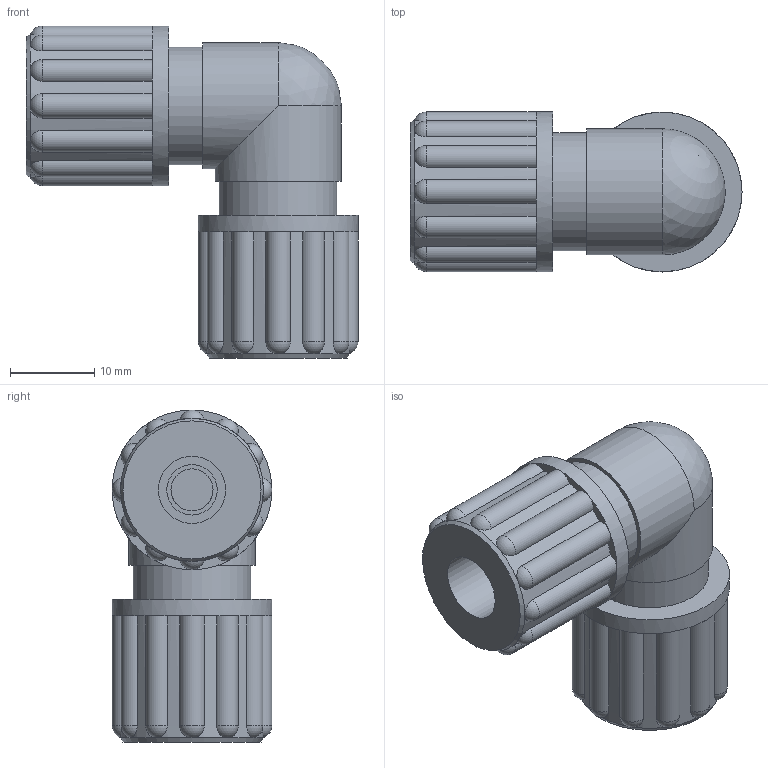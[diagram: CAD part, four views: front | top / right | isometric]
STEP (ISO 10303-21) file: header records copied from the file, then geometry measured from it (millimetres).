
FILE_DESCRIPTION(/* description */ (''),/* implementation_level */ '2;1');
FILE_NAME(/* name */ '1A200T43xx.stp',/* time_stamp */ '2018-01-04T10:45:04+01:00',/* author */ ('aruf'),/* organization */ (''),/* preprocessor_version */ 'ST-DEVELOPER v17',/* originating_system */ 'Autodesk Inventor 2018',/* authorisation */ '');
FILE_SCHEMA (('AUTOMOTIVE_DESIGN { 1 0 10303 214 3 1 1 }'));
Length unit declared in the file: millimetre
Products named in the file (1): 1A200T43xx
Bounding box: 39.5 x 19 x 39.5 mm (x, y, z)
Volume: 11053.3 mm3; surface area: 5885.6 mm2
Topology: 1 solids, 1 shells, 123 faces, 306 edges, 192 vertices
Faces by surface type: cylinder 61, plane 35, sphere 25, cone 2
Full cylindrical faces by diameter (mm): 5 x2, 6 x2, 8 x2, 14 x2, 15 x2, 19 x2
Entity records: 4100 total; most frequent: CARTESIAN_POINT 1053, DIRECTION 699, ORIENTED_EDGE 610, AXIS2_PLACEMENT_3D 318, EDGE_CURVE 305, VERTEX_POINT 192, CIRCLE 189, EDGE_LOOP 133
